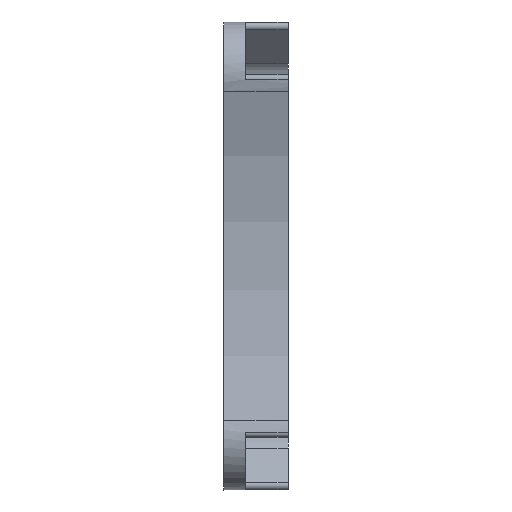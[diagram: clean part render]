
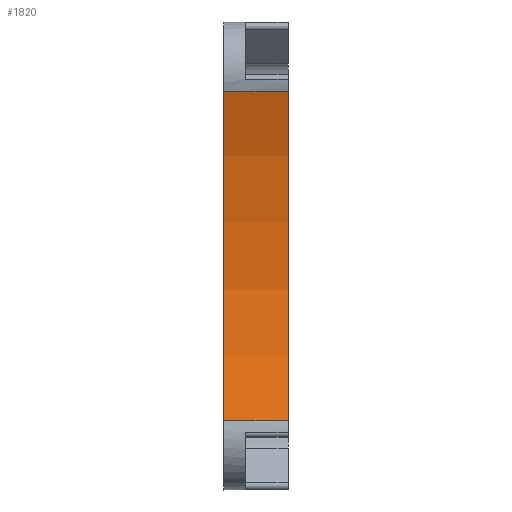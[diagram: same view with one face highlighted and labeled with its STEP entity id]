
A CAD part, left-side view. The second image highlights one B-rep face of the part: STEP entity #1820.
In plain terms, the highlighted cylindrical face has radius 71.751 mm (diameter 143.503 mm), a partial arc.
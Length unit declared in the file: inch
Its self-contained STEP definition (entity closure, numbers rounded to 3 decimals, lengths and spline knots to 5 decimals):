
#91 = AXIS2_PLACEMENT_3D ( 'NONE', #1413, #2165, #542 ) ;
#175 = CARTESIAN_POINT ( 'NONE',  ( 0.15715, 0., -2.45883 ) ) ;
#203 = EDGE_CURVE ( 'NONE', #1510, #335, #1401, .T. ) ;
#247 = VECTOR ( 'NONE', #1952, 39.37008 ) ;
#267 = EDGE_LOOP ( 'NONE', ( #1783, #329, #562, #1801 ) ) ;
#284 = CARTESIAN_POINT ( 'NONE',  ( 0.15715, 0., -0.54117 ) ) ;
#329 = ORIENTED_EDGE ( 'NONE', *, *, #203, .F. ) ;
#335 = VERTEX_POINT ( 'NONE', #2049 ) ;
#375 = VERTEX_POINT ( 'NONE', #1861 ) ;
#401 = VERTEX_POINT ( 'NONE', #284 ) ;
#479 = CARTESIAN_POINT ( 'NONE',  ( -2.5, 0., -1.5 ) ) ;
#532 = DIRECTION ( 'NONE',  ( 0., 1., 0. ) ) ;
#533 = LINE ( 'NONE', #1228, #247 ) ;
#542 = DIRECTION ( 'NONE',  ( 0., 0., 1. ) ) ;
#562 = ORIENTED_EDGE ( 'NONE', *, *, #1545, .T. ) ;
#698 = DIRECTION ( 'NONE',  ( 0., 0., 1. ) ) ;
#1004 = VECTOR ( 'NONE', #532, 39.37008 ) ;
#1028 = EDGE_CURVE ( 'NONE', #401, #375, #533, .T. ) ;
#1070 = AXIS2_PLACEMENT_3D ( 'NONE', #479, #1180, #1899 ) ;
#1180 = DIRECTION ( 'NONE',  ( 0., 1., 0. ) ) ;
#1228 = CARTESIAN_POINT ( 'NONE',  ( 0.15715, 0., -0.54117 ) ) ;
#1356 = FACE_OUTER_BOUND ( 'NONE', #267, .T. ) ;
#1401 = LINE ( 'NONE', #2149, #1004 ) ;
#1413 = CARTESIAN_POINT ( 'NONE',  ( -2.5, 0., -1.5 ) ) ;
#1510 = VERTEX_POINT ( 'NONE', #175 ) ;
#1545 = EDGE_CURVE ( 'NONE', #1510, #401, #2073, .T. ) ;
#1565 = CARTESIAN_POINT ( 'NONE',  ( -2.5, 0.375, -1.5 ) ) ;
#1668 = CIRCLE ( 'NONE', #1980, 2.82485 ) ;
#1783 = ORIENTED_EDGE ( 'NONE', *, *, #1910, .F. ) ;
#1801 = ORIENTED_EDGE ( 'NONE', *, *, #1028, .T. ) ;
#1820 = ADVANCED_FACE ( 'NONE', ( #1356 ), #2102, .F. ) ;
#1861 = CARTESIAN_POINT ( 'NONE',  ( 0.15715, 0.375, -0.54117 ) ) ;
#1899 = DIRECTION ( 'NONE',  ( 0., 0., 1. ) ) ;
#1910 = EDGE_CURVE ( 'NONE', #335, #375, #1668, .T. ) ;
#1952 = DIRECTION ( 'NONE',  ( 0., 1., 0. ) ) ;
#1980 = AXIS2_PLACEMENT_3D ( 'NONE', #1565, #2320, #698 ) ;
#2049 = CARTESIAN_POINT ( 'NONE',  ( 0.15715, 0.375, -2.45883 ) ) ;
#2073 = CIRCLE ( 'NONE', #91, 2.82485 ) ;
#2102 = CYLINDRICAL_SURFACE ( 'NONE', #1070, 2.82485 ) ;
#2149 = CARTESIAN_POINT ( 'NONE',  ( 0.15715, 0., -2.45883 ) ) ;
#2165 = DIRECTION ( 'NONE',  ( 0., -1., 0. ) ) ;
#2320 = DIRECTION ( 'NONE',  ( 0., -1., 0. ) ) ;
